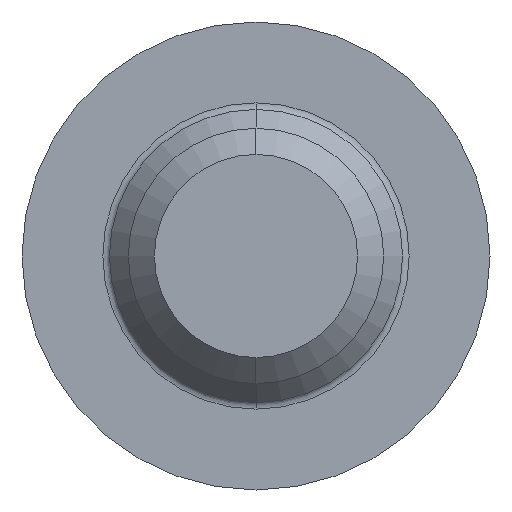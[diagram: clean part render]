
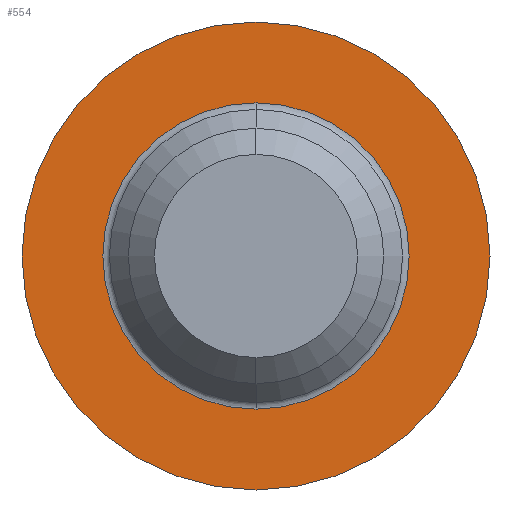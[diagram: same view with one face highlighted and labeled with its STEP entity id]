
A CAD part, left-side view. The second image highlights one B-rep face of the part: STEP entity #554.
In plain terms, the highlighted planar face has unit normal (-1, 0, 0).
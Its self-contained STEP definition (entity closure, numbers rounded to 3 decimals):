
#178=CARTESIAN_POINT('',(0.0,0.0,-1.8));
#179=VERTEX_POINT('',#178);
#196=CARTESIAN_POINT('',(0.,0.,1.8));
#197=VERTEX_POINT('',#196);
#205=CARTESIAN_POINT('',(0.0,0.0,0.0));
#206=DIRECTION('',(-1.0,0.0,0.0));
#207=DIRECTION('',(0.0,0.0,-1.0));
#208=AXIS2_PLACEMENT_3D('',#205,#206,#207);
#209=CIRCLE('',#208,1.8);
#210=EDGE_CURVE('',#197,#179,#209,.T.);
#222=CARTESIAN_POINT('',(0.0,0.0,-2.75));
#223=VERTEX_POINT('',#222);
#281=CARTESIAN_POINT('',(0.,0.,2.75));
#282=VERTEX_POINT('',#281);
#289=CARTESIAN_POINT('',(0.0,0.0,0.0));
#290=DIRECTION('',(-1.0,0.0,0.0));
#291=DIRECTION('',(0.0,0.0,-1.0));
#292=AXIS2_PLACEMENT_3D('',#289,#290,#291);
#293=CIRCLE('',#292,2.75);
#294=EDGE_CURVE('',#223,#282,#293,.T.);
#433=CARTESIAN_POINT('',(0.0,0.0,0.0));
#434=DIRECTION('',(-1.0,0.0,0.0));
#435=DIRECTION('',(0.0,0.0,-1.0));
#436=AXIS2_PLACEMENT_3D('',#433,#434,#435);
#437=CIRCLE('',#436,2.75);
#438=EDGE_CURVE('',#282,#223,#437,.T.);
#483=CARTESIAN_POINT('',(0.0,0.0,0.0));
#484=DIRECTION('',(-1.0,0.0,0.0));
#485=DIRECTION('',(0.0,0.0,-1.0));
#486=AXIS2_PLACEMENT_3D('',#483,#484,#485);
#487=CIRCLE('',#486,1.8);
#488=EDGE_CURVE('',#179,#197,#487,.T.);
#541=CARTESIAN_POINT('',(0.,-2.75,0.0));
#542=DIRECTION('',(1.0,0.0,0.0));
#543=DIRECTION('',(0.0,0.0,1.0));
#544=AXIS2_PLACEMENT_3D('',#541,#542,#543);
#545=PLANE('',#544);
#546=ORIENTED_EDGE('',*,*,#294,.T.);
#547=ORIENTED_EDGE('',*,*,#438,.T.);
#548=EDGE_LOOP('',(#546,#547));
#549=FACE_OUTER_BOUND('',#548,.T.);
#550=ORIENTED_EDGE('',*,*,#488,.F.);
#551=ORIENTED_EDGE('',*,*,#210,.F.);
#552=EDGE_LOOP('',(#550,#551));
#553=FACE_BOUND('',#552,.T.);
#554=ADVANCED_FACE('',(#549,#553),#545,.F.);
